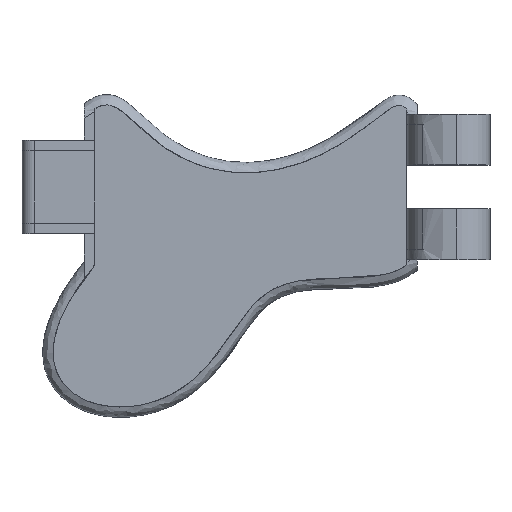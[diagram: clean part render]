
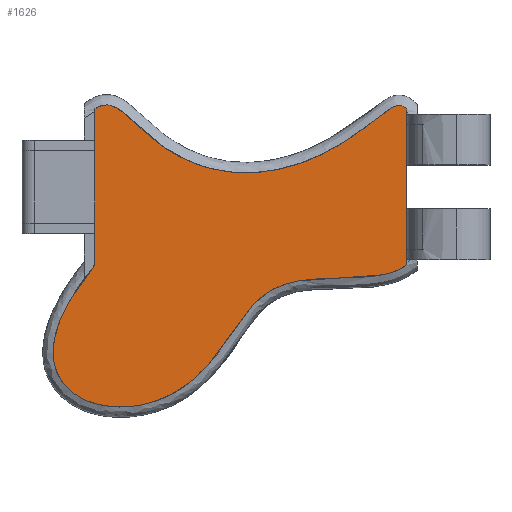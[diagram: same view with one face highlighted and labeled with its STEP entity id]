
A CAD part, top view. The second image highlights one B-rep face of the part: STEP entity #1626.
In plain terms, the highlighted planar face has unit normal (0, 0, 1).
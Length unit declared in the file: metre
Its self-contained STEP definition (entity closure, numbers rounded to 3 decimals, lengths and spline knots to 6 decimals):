
#64=LINE('',#2284,#229);
#68=LINE('',#2293,#233);
#71=LINE('',#2299,#236);
#73=LINE('',#2302,#238);
#78=LINE('',#2348,#243);
#80=LINE('',#2401,#245);
#81=LINE('',#2402,#246);
#82=LINE('',#2403,#247);
#229=VECTOR('',#1881,1.);
#233=VECTOR('',#1887,1.);
#236=VECTOR('',#1892,1.);
#238=VECTOR('',#1896,1.);
#243=VECTOR('',#1903,1.);
#245=VECTOR('',#1907,1.);
#246=VECTOR('',#1908,1.);
#247=VECTOR('',#1909,1.);
#375=B_SPLINE_CURVE_WITH_KNOTS('',5,(#2338,#2339,#2340,#2341,#2342,#2343),
 .UNSPECIFIED.,.F.,.F.,(6,6),(0.,1.),.PIECEWISE_BEZIER_KNOTS.);
#377=B_SPLINE_CURVE_WITH_KNOTS('',6,(#2393,#2394,#2395,#2396,#2397,#2398,
#2399),.UNSPECIFIED.,.F.,.F.,(7,7),(0.,1.),.PIECEWISE_BEZIER_KNOTS.);
#487=ORIENTED_EDGE('',*,*,#947,.T.);
#488=ORIENTED_EDGE('',*,*,#963,.T.);
#489=ORIENTED_EDGE('',*,*,#950,.T.);
#490=ORIENTED_EDGE('',*,*,#964,.T.);
#491=ORIENTED_EDGE('',*,*,#952,.T.);
#492=ORIENTED_EDGE('',*,*,#957,.F.);
#493=ORIENTED_EDGE('',*,*,#959,.F.);
#494=ORIENTED_EDGE('',*,*,#965,.F.);
#495=ORIENTED_EDGE('',*,*,#943,.F.);
#496=ORIENTED_EDGE('',*,*,#962,.T.);
#943=EDGE_CURVE('',#1183,#1184,#64,.T.);
#947=EDGE_CURVE('',#1187,#1173,#68,.T.);
#950=EDGE_CURVE('',#1178,#1158,#71,.T.);
#952=EDGE_CURVE('',#1168,#1189,#73,.T.);
#957=EDGE_CURVE('',#1192,#1189,#375,.T.);
#959=EDGE_CURVE('',#1193,#1192,#78,.T.);
#962=EDGE_CURVE('',#1183,#1187,#377,.T.);
#963=EDGE_CURVE('',#1173,#1178,#80,.T.);
#964=EDGE_CURVE('',#1158,#1168,#81,.T.);
#965=EDGE_CURVE('',#1184,#1193,#82,.T.);
#1158=VERTEX_POINT('',#2218);
#1168=VERTEX_POINT('',#2241);
#1173=VERTEX_POINT('',#2257);
#1178=VERTEX_POINT('',#2268);
#1183=VERTEX_POINT('',#2285);
#1184=VERTEX_POINT('',#2286);
#1187=VERTEX_POINT('',#2294);
#1189=VERTEX_POINT('',#2303);
#1192=VERTEX_POINT('',#2337);
#1193=VERTEX_POINT('',#2346);
#1359=EDGE_LOOP('',(#487,#488,#489,#490,#491,#492,#493,#494,#495,#496));
#1462=FACE_BOUND('',#1359,.T.);
#1559=PLANE('',#1744);
#1626=ADVANCED_FACE('',(#1462),#1559,.T.);
#1744=AXIS2_PLACEMENT_3D('',#2400,#1905,#1906);
#1881=DIRECTION('',(0.,1.,0.));
#1887=DIRECTION('',(0.,1.,0.));
#1892=DIRECTION('',(0.,1.,0.));
#1896=DIRECTION('',(0.,1.,0.));
#1903=DIRECTION('',(0.,1.,0.));
#1905=DIRECTION('',(0.,0.,1.));
#1906=DIRECTION('',(1.,0.,0.));
#1907=DIRECTION('',(0.,1.,0.));
#1908=DIRECTION('',(0.,1.,0.));
#1909=DIRECTION('',(0.,1.,0.));
#2218=CARTESIAN_POINT('',(0.015,0.0021,0.003));
#2241=CARTESIAN_POINT('',(0.015,0.006,0.003));
#2257=CARTESIAN_POINT('',(0.015,-0.006,0.003));
#2268=CARTESIAN_POINT('',(0.015,-0.0021,0.003));
#2284=CARTESIAN_POINT('',(-0.015,0.0055,0.003));
#2285=CARTESIAN_POINT('',(-0.015,-0.0075,0.003));
#2286=CARTESIAN_POINT('',(-0.015,-0.0035,0.003));
#2293=CARTESIAN_POINT('',(0.015,0.,0.003));
#2294=CARTESIAN_POINT('',(0.015,-0.0075,0.003));
#2299=CARTESIAN_POINT('',(0.015,0.,0.003));
#2302=CARTESIAN_POINT('',(0.015,0.,0.003));
#2303=CARTESIAN_POINT('',(0.015,0.0075,0.003));
#2337=CARTESIAN_POINT('',(-0.015,0.0075,0.003));
#2338=CARTESIAN_POINT('',(-0.015,0.0075,0.003));
#2339=CARTESIAN_POINT('',(-0.00997,0.010773,0.003));
#2340=CARTESIAN_POINT('',(-0.011376,-0.004905,0.003));
#2341=CARTESIAN_POINT('',(0.009648,-0.002791,0.003));
#2342=CARTESIAN_POINT('',(0.012202,0.010311,0.003));
#2343=CARTESIAN_POINT('',(0.015,0.0075,0.003));
#2346=CARTESIAN_POINT('',(-0.015,0.0035,0.003));
#2348=CARTESIAN_POINT('',(-0.015,0.0055,0.003));
#2393=CARTESIAN_POINT('',(-0.015,-0.0075,0.003));
#2394=CARTESIAN_POINT('',(-0.03199,-0.028136,0.003));
#2395=CARTESIAN_POINT('',(0.00358,-0.023918,0.003));
#2396=CARTESIAN_POINT('',(0.,-0.019966,0.003));
#2397=CARTESIAN_POINT('',(-0.007278,0.,0.003));
#2398=CARTESIAN_POINT('',(0.008089,-0.012491,0.003));
#2399=CARTESIAN_POINT('',(0.015,-0.0075,0.003));
#2400=CARTESIAN_POINT('',(-0.004995,-0.008682,0.003));
#2401=CARTESIAN_POINT('',(0.015,0.,0.003));
#2402=CARTESIAN_POINT('',(0.015,0.,0.003));
#2403=CARTESIAN_POINT('',(-0.015,0.0055,0.003));
